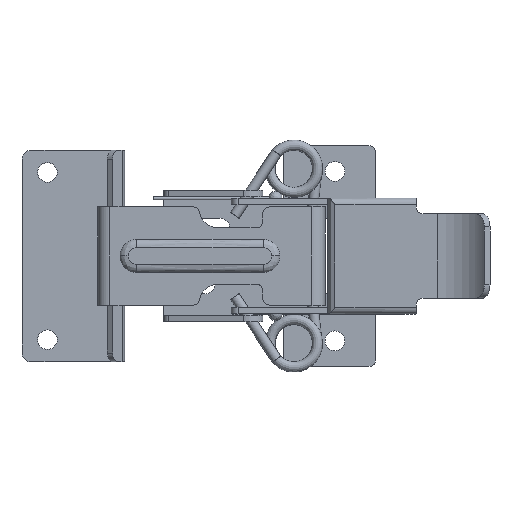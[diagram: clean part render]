
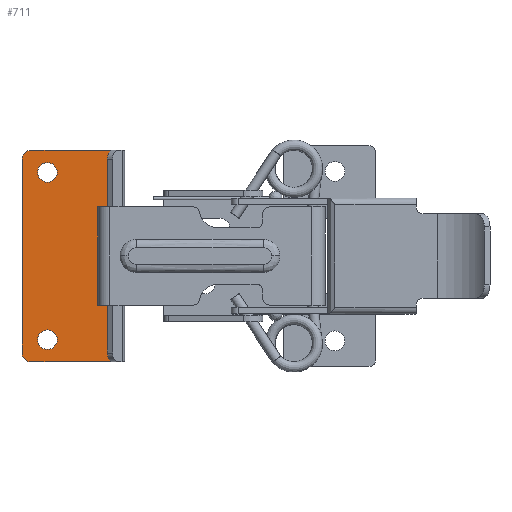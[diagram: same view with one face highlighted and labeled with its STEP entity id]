
A CAD part, top view. The second image highlights one B-rep face of the part: STEP entity #711.
In plain terms, the highlighted planar face has unit normal (0, 0, 1).
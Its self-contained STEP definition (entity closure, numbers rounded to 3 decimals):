
#48=FACE_BOUND('',#1132,.T.);
#49=FACE_BOUND('',#1133,.T.);
#135=PLANE('',#4658);
#411=B_SPLINE_CURVE_WITH_KNOTS('',1,(#9764,#9765),.UNSPECIFIED.,.F.,.F.,
(2,2),(0.,18.5),.UNSPECIFIED.);
#412=B_SPLINE_CURVE_WITH_KNOTS('',1,(#9766,#9767),.UNSPECIFIED.,.F.,.F.,
(2,2),(0.,47.5),.UNSPECIFIED.);
#413=B_SPLINE_CURVE_WITH_KNOTS('',1,(#9768,#9769),.UNSPECIFIED.,.F.,.F.,
(2,2),(0.,18.5),.UNSPECIFIED.);
#414=B_SPLINE_CURVE_WITH_KNOTS('',1,(#9770,#9771),.UNSPECIFIED.,.F.,.F.,
(2,2),(0.,43.5),.UNSPECIFIED.);
#711=ADVANCED_FACE('',(#910,#48,#49),#135,.T.);
#910=FACE_OUTER_BOUND('',#1131,.T.);
#1131=EDGE_LOOP('',(#1954,#1955,#1956,#1957,#1958,#1959));
#1132=EDGE_LOOP('',(#1960,#1961));
#1133=EDGE_LOOP('',(#1962,#1963));
#1954=ORIENTED_EDGE('',*,*,#2787,.T.);
#1955=ORIENTED_EDGE('',*,*,#2788,.T.);
#1956=ORIENTED_EDGE('',*,*,#2789,.T.);
#1957=ORIENTED_EDGE('',*,*,#2819,.T.);
#1958=ORIENTED_EDGE('',*,*,#2790,.T.);
#1959=ORIENTED_EDGE('',*,*,#2823,.T.);
#1960=ORIENTED_EDGE('',*,*,#2832,.T.);
#1961=ORIENTED_EDGE('',*,*,#2812,.T.);
#1962=ORIENTED_EDGE('',*,*,#2834,.T.);
#1963=ORIENTED_EDGE('',*,*,#2815,.T.);
#2787=EDGE_CURVE('',#3977,#3978,#411,.T.);
#2788=EDGE_CURVE('',#3978,#3979,#412,.T.);
#2789=EDGE_CURVE('',#3979,#3980,#413,.T.);
#2790=EDGE_CURVE('',#3981,#3982,#414,.T.);
#2812=EDGE_CURVE('',#3983,#3984,#3120,.T.);
#2815=EDGE_CURVE('',#3985,#3986,#3122,.T.);
#2819=EDGE_CURVE('',#3980,#3981,#3124,.T.);
#2823=EDGE_CURVE('',#3982,#3977,#3127,.T.);
#2832=EDGE_CURVE('',#3984,#3983,#3133,.T.);
#2834=EDGE_CURVE('',#3986,#3985,#3135,.T.);
#3120=TRIMMED_CURVE($,#3352,(#9819),(#9820),.T.,.CARTESIAN.);
#3122=TRIMMED_CURVE($,#3354,(#9827),(#9828),.T.,.CARTESIAN.);
#3124=TRIMMED_CURVE($,#3356,(#9837),(#9838),.T.,.CARTESIAN.);
#3127=TRIMMED_CURVE($,#3359,(#9848),(#9849),.T.,.CARTESIAN.);
#3133=TRIMMED_CURVE($,#3365,(#9872),(#9873),.T.,.CARTESIAN.);
#3135=TRIMMED_CURVE($,#3367,(#9878),(#9879),.T.,.CARTESIAN.);
#3352=CIRCLE('',#4680,2.2);
#3354=CIRCLE('',#4682,2.2);
#3356=CIRCLE('',#4684,2.);
#3359=CIRCLE('',#4687,2.);
#3365=CIRCLE('',#4693,2.2);
#3367=CIRCLE('',#4695,2.2);
#3977=VERTEX_POINT('',#9732);
#3978=VERTEX_POINT('',#9733);
#3979=VERTEX_POINT('',#9734);
#3980=VERTEX_POINT('',#9735);
#3981=VERTEX_POINT('',#9736);
#3982=VERTEX_POINT('',#9737);
#3983=VERTEX_POINT('',#9738);
#3984=VERTEX_POINT('',#9739);
#3985=VERTEX_POINT('',#9740);
#3986=VERTEX_POINT('',#9741);
#4658=AXIS2_PLACEMENT_3D('',#9714,#5250,$);
#4680=AXIS2_PLACEMENT_3D($,#9818,#5276,#5277);
#4682=AXIS2_PLACEMENT_3D($,#9826,#5280,#5281);
#4684=AXIS2_PLACEMENT_3D($,#9836,#5284,#5285);
#4687=AXIS2_PLACEMENT_3D($,#9847,#5290,#5291);
#4693=AXIS2_PLACEMENT_3D($,#9871,#5302,#5303);
#4695=AXIS2_PLACEMENT_3D($,#9877,#5306,#5307);
#5250=DIRECTION('',(0.,0.,1.));
#5276=DIRECTION('',(0.,0.,-1.));
#5277=DIRECTION('',(1.,0.,0.));
#5280=DIRECTION('',(0.,0.,-1.));
#5281=DIRECTION('',(1.,0.,0.));
#5284=DIRECTION('',(0.,0.,1.));
#5285=DIRECTION('',(0.,1.,0.));
#5290=DIRECTION('',(0.,0.,1.));
#5291=DIRECTION('',(-1.,0.,0.));
#5302=DIRECTION('',(0.,0.,-1.));
#5303=DIRECTION('',(-1.,0.,0.));
#5306=DIRECTION('',(0.,0.,-1.));
#5307=DIRECTION('',(-1.,0.,0.));
#9714=CARTESIAN_POINT('',(-36.782,-15.772,1.605));
#9732=CARTESIAN_POINT('',(-32.72,-11.01,1.605));
#9733=CARTESIAN_POINT('',(-14.219,-11.01,1.605));
#9734=CARTESIAN_POINT('',(-14.219,36.49,1.605));
#9735=CARTESIAN_POINT('',(-32.72,36.49,1.605));
#9736=CARTESIAN_POINT('',(-34.72,34.49,1.605));
#9737=CARTESIAN_POINT('',(-34.72,-9.01,1.605));
#9738=CARTESIAN_POINT('',(-26.82,-6.01,1.605));
#9739=CARTESIAN_POINT('',(-31.22,-6.01,1.605));
#9740=CARTESIAN_POINT('',(-26.82,31.49,1.605));
#9741=CARTESIAN_POINT('',(-31.22,31.49,1.605));
#9764=CARTESIAN_POINT('',(-32.72,-11.01,1.605));
#9765=CARTESIAN_POINT('',(-14.219,-11.01,1.605));
#9766=CARTESIAN_POINT('',(-14.219,-11.01,1.605));
#9767=CARTESIAN_POINT('',(-14.219,36.49,1.605));
#9768=CARTESIAN_POINT('',(-14.219,36.49,1.605));
#9769=CARTESIAN_POINT('',(-32.72,36.49,1.605));
#9770=CARTESIAN_POINT('',(-34.72,34.49,1.605));
#9771=CARTESIAN_POINT('',(-34.72,-9.01,1.605));
#9818=CARTESIAN_POINT('',(-29.02,-6.01,1.605));
#9819=CARTESIAN_POINT('',(-26.82,-6.01,1.605));
#9820=CARTESIAN_POINT('',(-31.22,-6.01,1.605));
#9826=CARTESIAN_POINT('',(-29.02,31.49,1.605));
#9827=CARTESIAN_POINT('',(-26.82,31.49,1.605));
#9828=CARTESIAN_POINT('',(-31.22,31.49,1.605));
#9836=CARTESIAN_POINT('',(-32.72,34.49,1.605));
#9837=CARTESIAN_POINT('',(-32.72,36.49,1.605));
#9838=CARTESIAN_POINT('',(-34.72,34.49,1.605));
#9847=CARTESIAN_POINT('',(-32.72,-9.01,1.605));
#9848=CARTESIAN_POINT('',(-34.72,-9.01,1.605));
#9849=CARTESIAN_POINT('',(-32.72,-11.01,1.605));
#9871=CARTESIAN_POINT('',(-29.02,-6.01,1.605));
#9872=CARTESIAN_POINT('',(-31.22,-6.01,1.605));
#9873=CARTESIAN_POINT('',(-26.82,-6.01,1.605));
#9877=CARTESIAN_POINT('',(-29.02,31.49,1.605));
#9878=CARTESIAN_POINT('',(-31.22,31.49,1.605));
#9879=CARTESIAN_POINT('',(-26.82,31.49,1.605));
